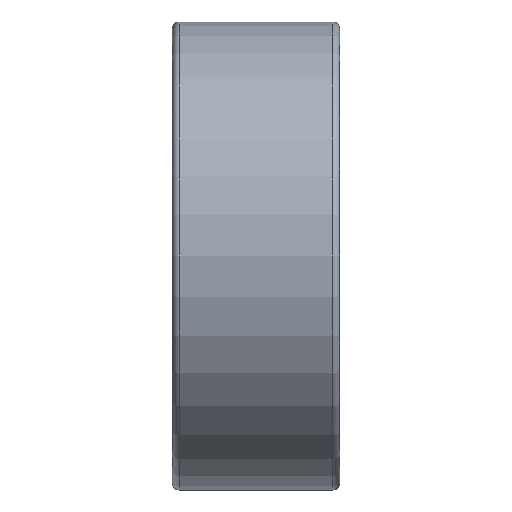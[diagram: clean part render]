
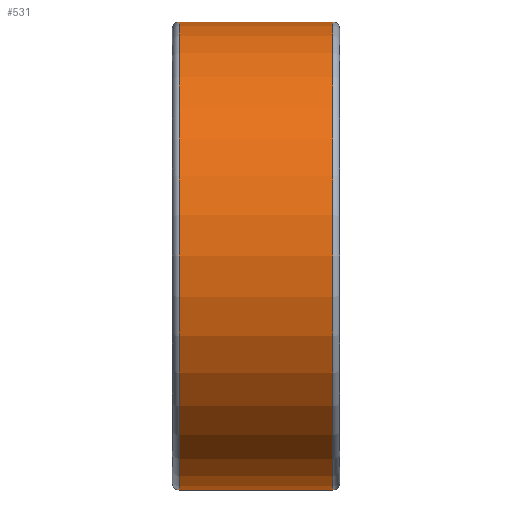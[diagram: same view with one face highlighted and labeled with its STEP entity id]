
A CAD part, front view. The second image highlights one B-rep face of the part: STEP entity #531.
In plain terms, the highlighted cylindrical face has radius 7 mm (diameter 14 mm), a partial arc.
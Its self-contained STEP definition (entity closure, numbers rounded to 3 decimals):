
#38 = CARTESIAN_POINT ( 'NONE',  ( 4.8, 0., 0. ) ) ;
#61 = DIRECTION ( 'NONE',  ( -1., 0., 0. ) ) ;
#72 = CARTESIAN_POINT ( 'NONE',  ( 50., 0., -7. ) ) ;
#126 = ORIENTED_EDGE ( 'NONE', *, *, #301, .F. ) ;
#127 = DIRECTION ( 'NONE',  ( 0., 0., 1. ) ) ;
#129 = VERTEX_POINT ( 'NONE', #652 ) ;
#166 = VERTEX_POINT ( 'NONE', #645 ) ;
#192 = AXIS2_PLACEMENT_3D ( 'NONE', #38, #331, #265 ) ;
#204 = DIRECTION ( 'NONE',  ( -1., 0., 0. ) ) ;
#219 = VECTOR ( 'NONE', #204, 1000. ) ;
#255 = CIRCLE ( 'NONE', #322, 7. ) ;
#257 = LINE ( 'NONE', #72, #219 ) ;
#265 = DIRECTION ( 'NONE',  ( 0., 0., 1. ) ) ;
#269 = EDGE_CURVE ( 'NONE', #413, #129, #509, .T. ) ;
#301 = EDGE_CURVE ( 'NONE', #413, #166, #257, .T. ) ;
#322 = AXIS2_PLACEMENT_3D ( 'NONE', #572, #61, #409 ) ;
#331 = DIRECTION ( 'NONE',  ( -1., 0., 0. ) ) ;
#344 = CARTESIAN_POINT ( 'NONE',  ( 50., 0., 7. ) ) ;
#352 = CARTESIAN_POINT ( 'NONE',  ( 4.8, 0., -7. ) ) ;
#354 = VERTEX_POINT ( 'NONE', #628 ) ;
#377 = EDGE_CURVE ( 'NONE', #166, #354, #255, .T. ) ;
#391 = VECTOR ( 'NONE', #454, 1000. ) ;
#409 = DIRECTION ( 'NONE',  ( 0., 0., 1. ) ) ;
#413 = VERTEX_POINT ( 'NONE', #352 ) ;
#415 = FACE_OUTER_BOUND ( 'NONE', #432, .T. ) ;
#432 = EDGE_LOOP ( 'NONE', ( #126, #451, #538, #455 ) ) ;
#451 = ORIENTED_EDGE ( 'NONE', *, *, #269, .T. ) ;
#454 = DIRECTION ( 'NONE',  ( -1., 0., 0. ) ) ;
#455 = ORIENTED_EDGE ( 'NONE', *, *, #377, .F. ) ;
#462 = EDGE_CURVE ( 'NONE', #129, #354, #464, .T. ) ;
#464 = LINE ( 'NONE', #344, #391 ) ;
#509 = CIRCLE ( 'NONE', #192, 7. ) ;
#529 = CYLINDRICAL_SURFACE ( 'NONE', #717, 7. ) ;
#531 = ADVANCED_FACE ( 'NONE', ( #415 ), #529, .T. ) ;
#538 = ORIENTED_EDGE ( 'NONE', *, *, #462, .T. ) ;
#572 = CARTESIAN_POINT ( 'NONE',  ( 0.2, 0., 0. ) ) ;
#628 = CARTESIAN_POINT ( 'NONE',  ( 0.2, 0., 7. ) ) ;
#639 = CARTESIAN_POINT ( 'NONE',  ( 50., 0., 0. ) ) ;
#644 = DIRECTION ( 'NONE',  ( -1., 0., 0. ) ) ;
#645 = CARTESIAN_POINT ( 'NONE',  ( 0.2, 0., -7. ) ) ;
#652 = CARTESIAN_POINT ( 'NONE',  ( 4.8, 0., 7. ) ) ;
#717 = AXIS2_PLACEMENT_3D ( 'NONE', #639, #644, #127 ) ;
